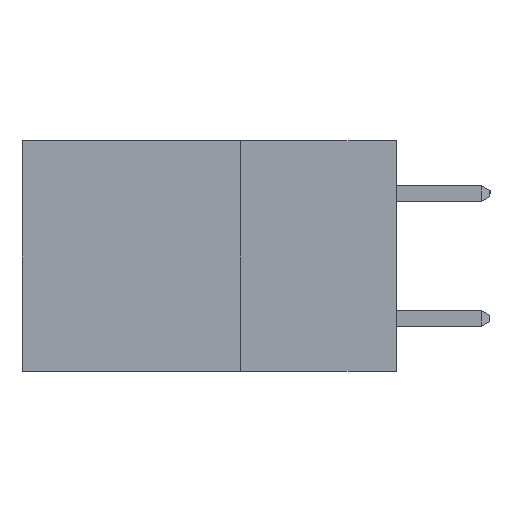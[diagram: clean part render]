
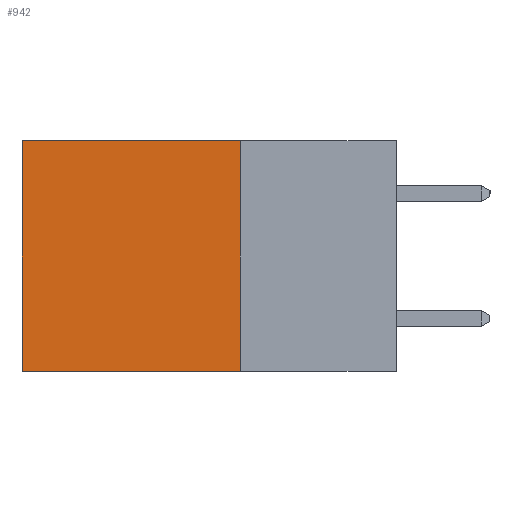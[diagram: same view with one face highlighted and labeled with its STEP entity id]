
A CAD part, left-side view. The second image highlights one B-rep face of the part: STEP entity #942.
In plain terms, the highlighted planar face has unit normal (-1, 0, 0).
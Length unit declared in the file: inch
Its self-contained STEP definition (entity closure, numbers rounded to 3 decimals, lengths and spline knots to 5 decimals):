
#942 = ADVANCED_FACE ( 'NONE', ( #9983 ), #1459, .F. ) ;
#1459 = PLANE ( 'NONE',  #14904 ) ;
#1760 = DIRECTION ( 'NONE',  ( 0., 0., -1. ) ) ;
#2272 = DIRECTION ( 'NONE',  ( 0., 0., -1. ) ) ;
#2276 = CARTESIAN_POINT ( 'NONE',  ( 0.2615, 0.25, 0. ) ) ;
#2514 = ORIENTED_EDGE ( 'NONE', *, *, #12357, .F. ) ;
#3135 = EDGE_CURVE ( 'NONE', #9055, #19430, #9522, .T. ) ;
#3375 = VECTOR ( 'NONE', #1760, 39.37008 ) ;
#3967 = DIRECTION ( 'NONE',  ( 0., 1., 0. ) ) ;
#4802 = CARTESIAN_POINT ( 'NONE',  ( 0.2615, 0.6, -0.37 ) ) ;
#5433 = LINE ( 'NONE', #2276, #8648 ) ;
#5615 = ORIENTED_EDGE ( 'NONE', *, *, #21873, .T. ) ;
#5863 = VECTOR ( 'NONE', #18012, 39.37008 ) ;
#6044 = CARTESIAN_POINT ( 'NONE',  ( 0.2615, 0.25, -0.37 ) ) ;
#6108 = CARTESIAN_POINT ( 'NONE',  ( 0.2615, 0.25, 0. ) ) ;
#6936 = LINE ( 'NONE', #17093, #3375 ) ;
#8334 = CARTESIAN_POINT ( 'NONE',  ( 0.2615, 0.25, -0.37 ) ) ;
#8608 = VERTEX_POINT ( 'NONE', #6108 ) ;
#8648 = VECTOR ( 'NONE', #3967, 39.37008 ) ;
#8845 = DIRECTION ( 'NONE',  ( 0., 0., -1. ) ) ;
#9055 = VERTEX_POINT ( 'NONE', #12783 ) ;
#9080 = EDGE_LOOP ( 'NONE', ( #5615, #9626, #2514, #19828 ) ) ;
#9522 = LINE ( 'NONE', #6044, #5863 ) ;
#9626 = ORIENTED_EDGE ( 'NONE', *, *, #3135, .F. ) ;
#9983 = FACE_OUTER_BOUND ( 'NONE', #9080, .T. ) ;
#10683 = CARTESIAN_POINT ( 'NONE',  ( 0.2615, 0.25, -0.37 ) ) ;
#12357 = EDGE_CURVE ( 'NONE', #8608, #9055, #12578, .T. ) ;
#12487 = VECTOR ( 'NONE', #2272, 39.37008 ) ;
#12578 = LINE ( 'NONE', #10683, #12487 ) ;
#12783 = CARTESIAN_POINT ( 'NONE',  ( 0.2615, 0.25, -0.37 ) ) ;
#13664 = DIRECTION ( 'NONE',  ( 1., 0., 0. ) ) ;
#14103 = EDGE_CURVE ( 'NONE', #8608, #20568, #5433, .T. ) ;
#14904 = AXIS2_PLACEMENT_3D ( 'NONE', #8334, #13664, #8845 ) ;
#17093 = CARTESIAN_POINT ( 'NONE',  ( 0.2615, 0.6, -0.37 ) ) ;
#17195 = CARTESIAN_POINT ( 'NONE',  ( 0.2615, 0.6, 0. ) ) ;
#18012 = DIRECTION ( 'NONE',  ( 0., 1., 0. ) ) ;
#19430 = VERTEX_POINT ( 'NONE', #4802 ) ;
#19828 = ORIENTED_EDGE ( 'NONE', *, *, #14103, .T. ) ;
#20568 = VERTEX_POINT ( 'NONE', #17195 ) ;
#21873 = EDGE_CURVE ( 'NONE', #20568, #19430, #6936, .T. ) ;
